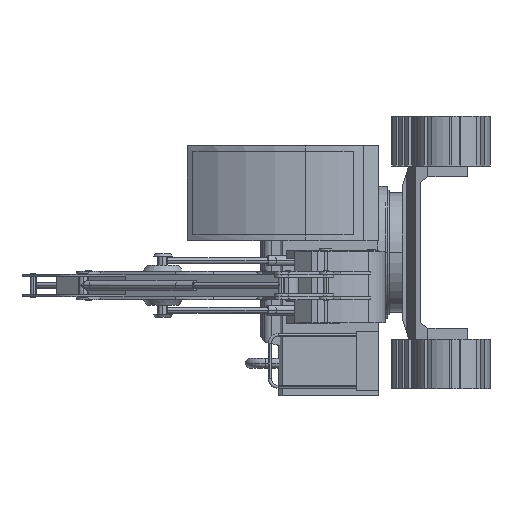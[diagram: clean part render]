
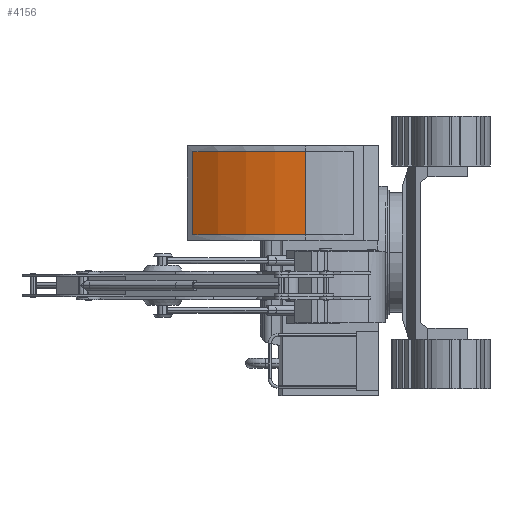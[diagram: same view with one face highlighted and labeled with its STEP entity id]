
A CAD part, left-side view. The second image highlights one B-rep face of the part: STEP entity #4156.
In plain terms, the highlighted cylindrical face has radius 1855.52 mm (diameter 3711.04 mm), a partial arc.
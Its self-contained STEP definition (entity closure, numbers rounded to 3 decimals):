
#4156=ADVANCED_FACE('',(#8821),#8822,.T.);
#8821=FACE_OUTER_BOUND('',#14046,.T.);
#8822=CYLINDRICAL_SURFACE('',#14047,1855.519);
#14046=EDGE_LOOP('',(#27557,#27558,#27559,#27560));
#14047=AXIS2_PLACEMENT_3D('',#27561,#27562,#27563);
#27557=ORIENTED_EDGE('',*,*,#36108,.T.);
#27558=ORIENTED_EDGE('',*,*,#36434,.F.);
#27559=ORIENTED_EDGE('',*,*,#36431,.F.);
#27560=ORIENTED_EDGE('',*,*,#36438,.T.);
#27561=CARTESIAN_POINT('',(-8.698,1850.363,178.0));
#27562=DIRECTION('',(0.0,0.0,1.0));
#27563=DIRECTION('',(1.0,0.0,0.0));
#36108=EDGE_CURVE('',#44798,#44799,#44800,.T.);
#36431=EDGE_CURVE('',#45280,#45282,#45283,.T.);
#36434=EDGE_CURVE('',#45282,#44799,#45286,.T.);
#36438=EDGE_CURVE('',#45280,#44798,#45291,.T.);
#44798=VERTEX_POINT('',#57323);
#44799=VERTEX_POINT('',#57324);
#44800=LINE('',#57325,#57326);
#45280=VERTEX_POINT('',#57944);
#45282=VERTEX_POINT('',#57947);
#45283=LINE('',#57948,#57949);
#45286=CIRCLE('',#57953,1855.519);
#45291=CIRCLE('',#57959,1855.519);
#57323=CARTESIAN_POINT('',(-1864.217,1850.363,178.0));
#57324=CARTESIAN_POINT('',(-1864.217,1850.363,1013.0));
#57325=CARTESIAN_POINT('',(-1864.217,1850.363,595.5));
#57326=VECTOR('',#65921,1.0);
#57944=CARTESIAN_POINT('',(-1481.763,2978.65,178.0));
#57947=CARTESIAN_POINT('',(-1481.763,2978.65,1013.0));
#57948=CARTESIAN_POINT('',(-1481.763,2978.65,178.0));
#57949=VECTOR('',#66349,1.0);
#57953=AXIS2_PLACEMENT_3D('',#66351,#66352,#66353);
#57959=AXIS2_PLACEMENT_3D('',#66358,#66359,#66360);
#65921=DIRECTION('',(0.0,0.0,1.0));
#66349=DIRECTION('',(0.0,0.0,1.0));
#66351=CARTESIAN_POINT('',(-8.698,1850.363,1013.0));
#66352=DIRECTION('',(0.0,0.0,1.0));
#66353=DIRECTION('',(1.0,0.0,0.0));
#66358=CARTESIAN_POINT('',(-8.698,1850.363,178.0));
#66359=DIRECTION('',(0.0,0.0,1.0));
#66360=DIRECTION('',(1.0,0.0,0.0));
